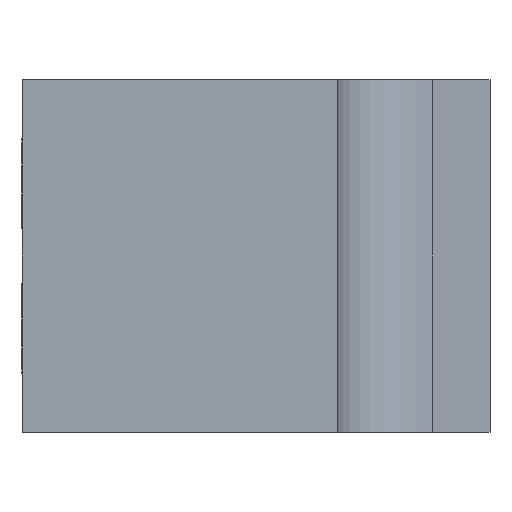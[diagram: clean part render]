
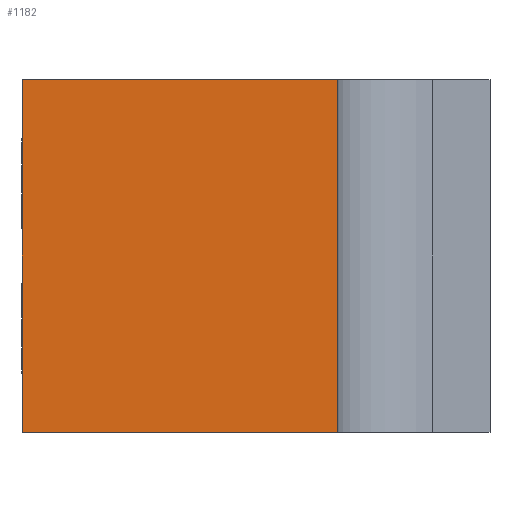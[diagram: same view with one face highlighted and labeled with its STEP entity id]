
A CAD part, left-side view. The second image highlights one B-rep face of the part: STEP entity #1182.
In plain terms, the highlighted planar face has unit normal (-1, 0, 0).
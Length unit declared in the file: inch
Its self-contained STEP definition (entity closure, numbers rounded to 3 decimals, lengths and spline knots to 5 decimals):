
#115=PLANE('',#1294);
#182=FACE_OUTER_BOUND('',#260,.T.);
#260=EDGE_LOOP('',(#1040,#1041,#1042,#1043));
#345=LINE('',#4155,#432);
#351=LINE('',#4171,#438);
#352=LINE('',#4173,#439);
#353=LINE('',#4174,#440);
#432=VECTOR('',#1546,0.3937);
#438=VECTOR('',#1560,0.3937);
#439=VECTOR('',#1561,0.3937);
#440=VECTOR('',#1562,0.3937);
#579=VERTEX_POINT('',#4152);
#580=VERTEX_POINT('',#4154);
#586=VERTEX_POINT('',#4170);
#587=VERTEX_POINT('',#4172);
#736=EDGE_CURVE('',#579,#580,#345,.T.);
#744=EDGE_CURVE('',#586,#579,#351,.T.);
#745=EDGE_CURVE('',#587,#586,#352,.T.);
#746=EDGE_CURVE('',#580,#587,#353,.T.);
#1040=ORIENTED_EDGE('',*,*,#744,.F.);
#1041=ORIENTED_EDGE('',*,*,#745,.F.);
#1042=ORIENTED_EDGE('',*,*,#746,.F.);
#1043=ORIENTED_EDGE('',*,*,#736,.F.);
#1182=ADVANCED_FACE('',(#182),#115,.T.);
#1294=AXIS2_PLACEMENT_3D('',#4169,#1558,#1559);
#1546=DIRECTION('',(0.,1.,0.));
#1558=DIRECTION('center_axis',(-1.,0.,0.));
#1559=DIRECTION('ref_axis',(0.,-1.,0.));
#1560=DIRECTION('',(0.,0.,-1.));
#1561=DIRECTION('',(0.,-1.,0.));
#1562=DIRECTION('',(0.,0.,1.));
#4152=CARTESIAN_POINT('',(-4.,-0.33709,-0.73));
#4154=CARTESIAN_POINT('',(-4.,0.97,-0.73));
#4155=CARTESIAN_POINT('',(-4.,-0.97,-0.73));
#4169=CARTESIAN_POINT('Origin',(-4.,0.97,0.));
#4170=CARTESIAN_POINT('',(-4.,-0.33709,0.73));
#4171=CARTESIAN_POINT('',(-4.,-0.33709,0.));
#4172=CARTESIAN_POINT('',(-4.,0.97,0.73));
#4173=CARTESIAN_POINT('',(-4.,-0.97,0.73));
#4174=CARTESIAN_POINT('',(-4.,0.97,0.));
